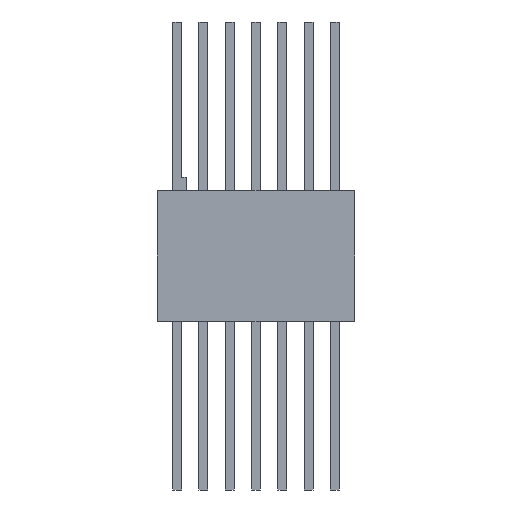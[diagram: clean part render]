
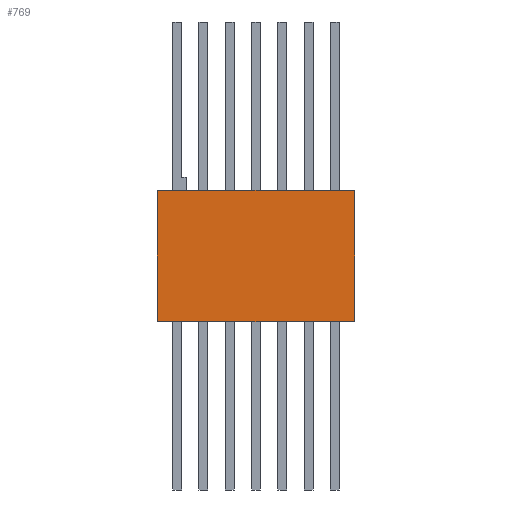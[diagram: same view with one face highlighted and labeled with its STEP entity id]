
A CAD part, front view. The second image highlights one B-rep face of the part: STEP entity #769.
In plain terms, the highlighted planar face has unit normal (0, -1, 0).
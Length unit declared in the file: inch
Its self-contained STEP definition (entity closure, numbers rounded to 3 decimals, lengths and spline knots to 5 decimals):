
#220=CARTESIAN_POINT('',(0.1845,-0.0295,-0.122));
#221=DIRECTION('',(0.,-1.,0.));
#222=DIRECTION('',(0.,0.,-1.));
#223=AXIS2_PLACEMENT_3D('',#220,#221,#222);
#228=DIRECTION('',(1.,0.,0.));
#229=VECTOR('',#228,0.369);
#230=CARTESIAN_POINT('',(-0.1845,-0.0295,-0.125));
#231=LINE('',#230,#229);
#235=CARTESIAN_POINT('',(-0.1845,-0.0295,-0.122));
#236=DIRECTION('',(0.,-1.,0.));
#237=DIRECTION('',(-1.,0.,0.));
#238=AXIS2_PLACEMENT_3D('',#235,#236,#237);
#243=DIRECTION('',(0.,0.,-1.));
#244=VECTOR('',#243,0.244);
#245=CARTESIAN_POINT('',(-0.1875,-0.0295,0.122));
#246=LINE('',#245,#244);
#250=CARTESIAN_POINT('',(-0.1845,-0.0295,0.122));
#251=DIRECTION('',(0.,-1.,0.));
#252=DIRECTION('',(0.,0.,1.));
#253=AXIS2_PLACEMENT_3D('',#250,#251,#252);
#258=DIRECTION('',(-1.,0.,0.));
#259=VECTOR('',#258,0.369);
#260=CARTESIAN_POINT('',(0.1845,-0.0295,0.125));
#261=LINE('',#260,#259);
#265=CARTESIAN_POINT('',(0.1845,-0.0295,0.122));
#266=DIRECTION('',(0.,-1.,0.));
#267=DIRECTION('',(1.,0.,0.));
#268=AXIS2_PLACEMENT_3D('',#265,#266,#267);
#273=DIRECTION('',(0.,0.,1.));
#274=VECTOR('',#273,0.244);
#275=CARTESIAN_POINT('',(0.1875,-0.0295,-0.122));
#276=LINE('',#275,#274);
#536=CARTESIAN_POINT('',(0.1845,-0.0295,-0.125));
#537=CARTESIAN_POINT('',(0.1875,-0.0295,-0.122));
#538=VERTEX_POINT('',#536);
#539=VERTEX_POINT('',#537);
#540=CARTESIAN_POINT('',(0.1875,-0.0295,0.122));
#541=VERTEX_POINT('',#540);
#542=CARTESIAN_POINT('',(0.1845,-0.0295,0.125));
#543=VERTEX_POINT('',#542);
#544=CARTESIAN_POINT('',(-0.1845,-0.0295,0.125));
#545=VERTEX_POINT('',#544);
#546=CARTESIAN_POINT('',(-0.1875,-0.0295,0.122));
#547=VERTEX_POINT('',#546);
#548=CARTESIAN_POINT('',(-0.1875,-0.0295,-0.122));
#549=VERTEX_POINT('',#548);
#550=CARTESIAN_POINT('',(-0.1845,-0.0295,-0.125));
#551=VERTEX_POINT('',#550);
#754=CARTESIAN_POINT('',(0.,-0.0295,0.));
#755=DIRECTION('',(0.,-1.,0.));
#756=DIRECTION('',(-1.,0.,0.));
#757=AXIS2_PLACEMENT_3D('',#754,#755,#756);
#758=PLANE('',#757);
#759=ORIENTED_EDGE('',*,*,#650,.F.);
#760=ORIENTED_EDGE('',*,*,#665,.F.);
#761=ORIENTED_EDGE('',*,*,#679,.F.);
#762=ORIENTED_EDGE('',*,*,#693,.F.);
#763=ORIENTED_EDGE('',*,*,#707,.F.);
#764=ORIENTED_EDGE('',*,*,#721,.F.);
#765=ORIENTED_EDGE('',*,*,#735,.F.);
#766=ORIENTED_EDGE('',*,*,#748,.F.);
#767=EDGE_LOOP('',(#759,#760,#761,#762,#763,#764,#765,#766));
#768=FACE_OUTER_BOUND('',#767,.F.);
#769=ADVANCED_FACE('',(#768),#758,.T.);
#224=CIRCLE('',#223,0.003);
#239=CIRCLE('',#238,0.003);
#254=CIRCLE('',#253,0.003);
#269=CIRCLE('',#268,0.003);
#650=EDGE_CURVE('',#538,#539,#224,.T.);
#665=EDGE_CURVE('',#551,#538,#231,.T.);
#679=EDGE_CURVE('',#549,#551,#239,.T.);
#693=EDGE_CURVE('',#547,#549,#246,.T.);
#707=EDGE_CURVE('',#545,#547,#254,.T.);
#721=EDGE_CURVE('',#543,#545,#261,.T.);
#735=EDGE_CURVE('',#541,#543,#269,.T.);
#748=EDGE_CURVE('',#539,#541,#276,.T.);
